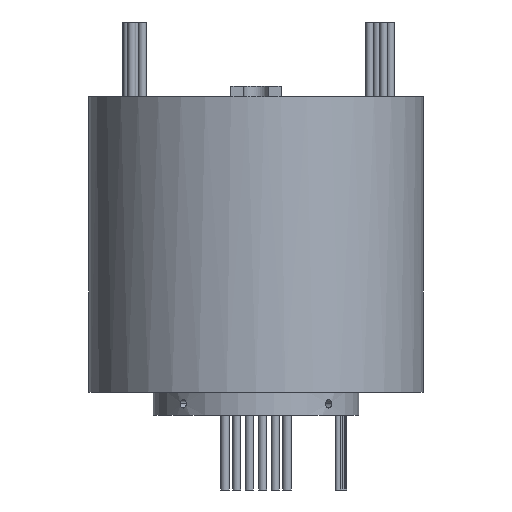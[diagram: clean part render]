
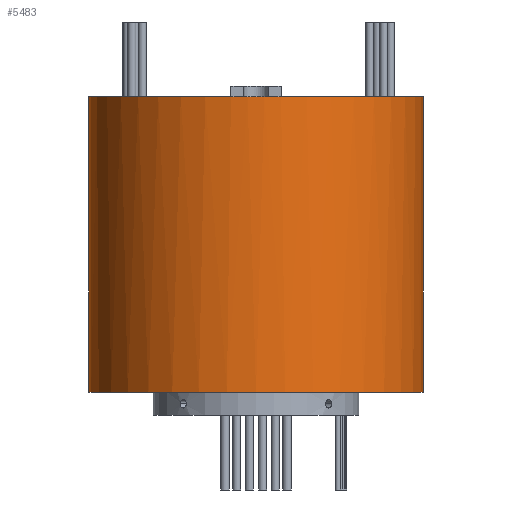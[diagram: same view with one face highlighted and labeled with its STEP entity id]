
A CAD part, front view. The second image highlights one B-rep face of the part: STEP entity #5483.
In plain terms, the highlighted cylindrical face has radius 65 mm (diameter 130 mm), a partial arc.
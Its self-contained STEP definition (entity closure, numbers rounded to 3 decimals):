
#50 = VECTOR ( 'NONE', #4302, 1000. ) ;
#268 = CARTESIAN_POINT ( 'NONE',  ( 9.75, -64.265, 123.8 ) ) ;
#277 = CARTESIAN_POINT ( 'NONE',  ( -65., 0., 123.8 ) ) ;
#349 = CARTESIAN_POINT ( 'NONE',  ( -65., 0., 123.8 ) ) ;
#543 = ORIENTED_EDGE ( 'NONE', *, *, #5223, .F. ) ;
#567 = DIRECTION ( 'NONE',  ( 0., 0., 1. ) ) ;
#601 = FACE_OUTER_BOUND ( 'NONE', #7191, .T. ) ;
#832 = ORIENTED_EDGE ( 'NONE', *, *, #2228, .T. ) ;
#862 = VERTEX_POINT ( 'NONE', #2460 ) ;
#1173 = CARTESIAN_POINT ( 'NONE',  ( 0., 0., 123.8 ) ) ;
#1458 = VERTEX_POINT ( 'NONE', #268 ) ;
#1554 = VERTEX_POINT ( 'NONE', #7258 ) ;
#1756 = DIRECTION ( 'NONE',  ( 0., 0., -1. ) ) ;
#1828 = ORIENTED_EDGE ( 'NONE', *, *, #5136, .F. ) ;
#1923 = VERTEX_POINT ( 'NONE', #349 ) ;
#1934 = ORIENTED_EDGE ( 'NONE', *, *, #4651, .F. ) ;
#2228 = EDGE_CURVE ( 'NONE', #1923, #4763, #6792, .T. ) ;
#2276 = CIRCLE ( 'NONE', #3269, 65. ) ;
#2297 = AXIS2_PLACEMENT_3D ( 'NONE', #4021, #567, #4587 ) ;
#2421 = CARTESIAN_POINT ( 'NONE',  ( 65., 0., 9. ) ) ;
#2460 = CARTESIAN_POINT ( 'NONE',  ( -9.75, -64.265, 123.8 ) ) ;
#2800 = CARTESIAN_POINT ( 'NONE',  ( 0., 0., 123.8 ) ) ;
#2867 = DIRECTION ( 'NONE',  ( 0., 0., -1. ) ) ;
#2882 = DIRECTION ( 'NONE',  ( -1., 0., 0. ) ) ;
#2967 = DIRECTION ( 'NONE',  ( 0., 0., 1. ) ) ;
#2981 = ORIENTED_EDGE ( 'NONE', *, *, #7253, .F. ) ;
#3017 = DIRECTION ( 'NONE',  ( 0., 0., 1. ) ) ;
#3165 = CIRCLE ( 'NONE', #2297, 65. ) ;
#3227 = CIRCLE ( 'NONE', #4708, 65. ) ;
#3269 = AXIS2_PLACEMENT_3D ( 'NONE', #2800, #6814, #3379 ) ;
#3379 = DIRECTION ( 'NONE',  ( 1., 0., 0. ) ) ;
#3719 = VERTEX_POINT ( 'NONE', #2421 ) ;
#3764 = VECTOR ( 'NONE', #2867, 1000. ) ;
#4021 = CARTESIAN_POINT ( 'NONE',  ( 0., 0., 9. ) ) ;
#4302 = DIRECTION ( 'NONE',  ( 0., 0., -1. ) ) ;
#4384 = ORIENTED_EDGE ( 'NONE', *, *, #4698, .T. ) ;
#4587 = DIRECTION ( 'NONE',  ( 1., 0., 0. ) ) ;
#4651 = EDGE_CURVE ( 'NONE', #1923, #862, #5412, .T. ) ;
#4698 = EDGE_CURVE ( 'NONE', #4763, #3719, #3165, .T. ) ;
#4708 = AXIS2_PLACEMENT_3D ( 'NONE', #6411, #2967, #6980 ) ;
#4763 = VERTEX_POINT ( 'NONE', #6933 ) ;
#5136 = EDGE_CURVE ( 'NONE', #1554, #3719, #5472, .T. ) ;
#5223 = EDGE_CURVE ( 'NONE', #1458, #1554, #3227, .T. ) ;
#5342 = AXIS2_PLACEMENT_3D ( 'NONE', #1173, #1756, #2882 ) ;
#5412 = CIRCLE ( 'NONE', #6688, 65. ) ;
#5472 = LINE ( 'NONE', #6880, #3764 ) ;
#5483 = ADVANCED_FACE ( 'NONE', ( #601 ), #6372, .T. ) ;
#6372 = CYLINDRICAL_SURFACE ( 'NONE', #5342, 65. ) ;
#6411 = CARTESIAN_POINT ( 'NONE',  ( 0., 0., 123.8 ) ) ;
#6462 = CARTESIAN_POINT ( 'NONE',  ( 0., 0., 123.8 ) ) ;
#6688 = AXIS2_PLACEMENT_3D ( 'NONE', #6462, #3017, #7027 ) ;
#6792 = LINE ( 'NONE', #277, #50 ) ;
#6814 = DIRECTION ( 'NONE',  ( 0., 0., 1. ) ) ;
#6880 = CARTESIAN_POINT ( 'NONE',  ( 65., 0., 123.8 ) ) ;
#6933 = CARTESIAN_POINT ( 'NONE',  ( -65., 0., 9. ) ) ;
#6980 = DIRECTION ( 'NONE',  ( 1., 0., 0. ) ) ;
#7027 = DIRECTION ( 'NONE',  ( 1., 0., 0. ) ) ;
#7191 = EDGE_LOOP ( 'NONE', ( #1828, #543, #2981, #1934, #832, #4384 ) ) ;
#7253 = EDGE_CURVE ( 'NONE', #862, #1458, #2276, .T. ) ;
#7258 = CARTESIAN_POINT ( 'NONE',  ( 65., 0., 123.8 ) ) ;
